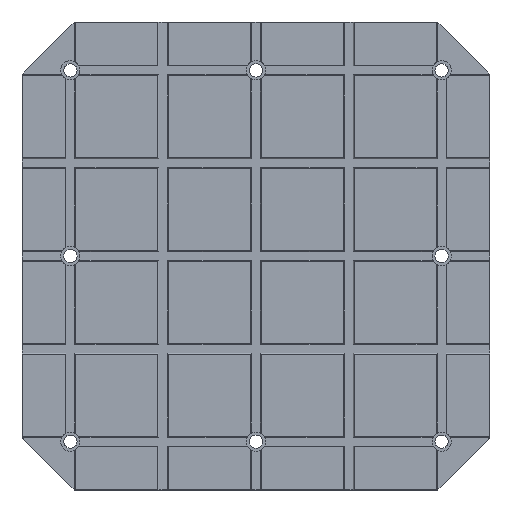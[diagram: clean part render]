
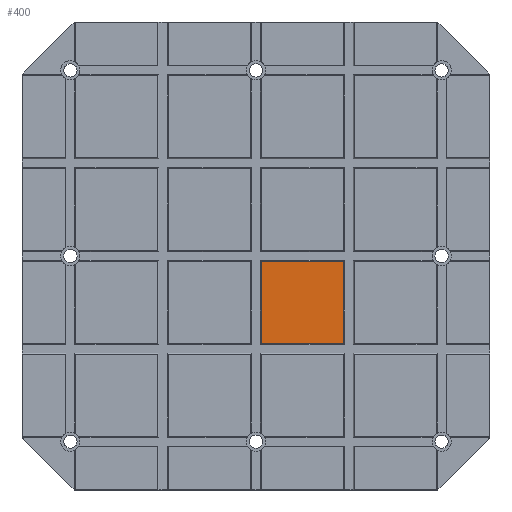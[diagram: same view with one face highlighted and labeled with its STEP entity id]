
A CAD part, top view. The second image highlights one B-rep face of the part: STEP entity #400.
In plain terms, the highlighted planar face has unit normal (0, 0, 1).
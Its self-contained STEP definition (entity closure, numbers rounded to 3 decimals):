
#400 = ADVANCED_FACE( '', ( #1295 ), #1296, .T. );
#1295 = FACE_OUTER_BOUND( '', #2388, .T. );
#1296 = PLANE( '', #2389 );
#2388 = EDGE_LOOP( '', ( #5705, #5706, #5707, #5708 ) );
#2389 = AXIS2_PLACEMENT_3D( '', #5709, #5710, #5711 );
#5705 = ORIENTED_EDGE( '', *, *, #8103, .F. );
#5706 = ORIENTED_EDGE( '', *, *, #8260, .T. );
#5707 = ORIENTED_EDGE( '', *, *, #7468, .T. );
#5708 = ORIENTED_EDGE( '', *, *, #8261, .F. );
#5709 = CARTESIAN_POINT( '', ( -315., -315., 60. ) );
#5710 = DIRECTION( '', ( 0., 0., 1. ) );
#5711 = DIRECTION( '', ( 1., 0., 0. ) );
#7468 = EDGE_CURVE( '', #9224, #9225, #9226, .T. );
#8103 = EDGE_CURVE( '', #10268, #10270, #10271, .T. );
#8260 = EDGE_CURVE( '', #10268, #9224, #10502, .T. );
#8261 = EDGE_CURVE( '', #10270, #9225, #10503, .T. );
#9224 = VERTEX_POINT( '', #11902 );
#9225 = VERTEX_POINT( '', #11903 );
#9226 = LINE( '', #11904, #11905 );
#10268 = VERTEX_POINT( '', #13464 );
#10270 = VERTEX_POINT( '', #13467 );
#10271 = LINE( '', #13468, #13469 );
#10502 = LINE( '', #13845, #13846 );
#10503 = LINE( '', #13847, #13848 );
#11902 = CARTESIAN_POINT( '', ( 118., -118., 60. ) );
#11903 = CARTESIAN_POINT( '', ( 118., -7., 60. ) );
#11904 = CARTESIAN_POINT( '', ( 118., -315., 60. ) );
#11905 = VECTOR( '', #14711, 1000. );
#13464 = CARTESIAN_POINT( '', ( 7., -118., 60. ) );
#13467 = CARTESIAN_POINT( '', ( 7., -7., 60. ) );
#13468 = CARTESIAN_POINT( '', ( 7., -315., 60. ) );
#13469 = VECTOR( '', #15569, 1000. );
#13845 = CARTESIAN_POINT( '', ( -315., -118., 60. ) );
#13846 = VECTOR( '', #15748, 1000. );
#13847 = CARTESIAN_POINT( '', ( -315., -7., 60. ) );
#13848 = VECTOR( '', #15749, 1000. );
#14711 = DIRECTION( '', ( 0., 1., 0. ) );
#15569 = DIRECTION( '', ( 0., 1., 0. ) );
#15748 = DIRECTION( '', ( 1., 0., 0. ) );
#15749 = DIRECTION( '', ( 1., 0., 0. ) );
